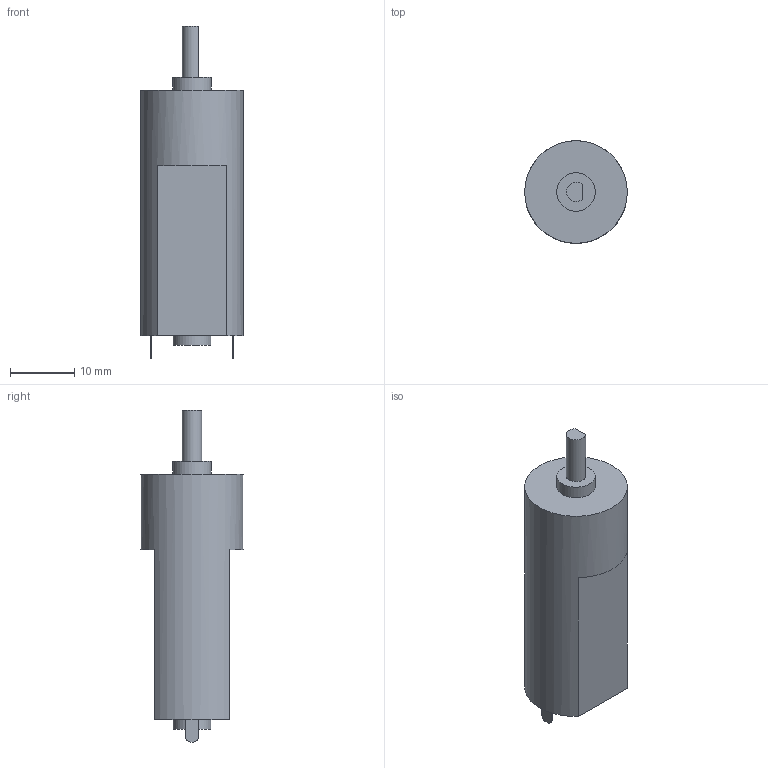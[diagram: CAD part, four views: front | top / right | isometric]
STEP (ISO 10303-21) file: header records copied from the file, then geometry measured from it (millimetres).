
FILE_DESCRIPTION(/* description */ (''),/* implementation_level */ '2;1');
FILE_NAME(/* name */ 'DriveMotorV1.ipt.step',/* time_stamp */ '2024-02-28T22:18:00-06:00',/* author */ ('smz3rm'),/* organization */ (''),/* preprocessor_version */ 'ST-DEVELOPER v18',/* originating_system */ 'Autodesk Inventor 2020',/* authorisation */ '');
FILE_SCHEMA (('AUTOMOTIVE_DESIGN { 1 0 10303 214 3 1 1 }'));
Length unit declared in the file: millimetre
Products named in the file (1): DriveMotorV1
Bounding box: 16 x 16 x 51.75 mm (x, y, z)
Volume: 7016.4 mm3; surface area: 2437.4 mm2
Topology: 1 solids, 1 shells, 28 faces, 68 edges, 47 vertices
Faces by surface type: plane 20, cylinder 8
Full cylindrical faces by diameter (mm): 5.9 x1, 6 x1, 16 x1
Entity records: 902 total; most frequent: DIRECTION 151, CARTESIAN_POINT 144, ORIENTED_EDGE 136, EDGE_CURVE 68, AXIS2_PLACEMENT_3D 54, VERTEX_POINT 47, LINE 43, VECTOR 43
